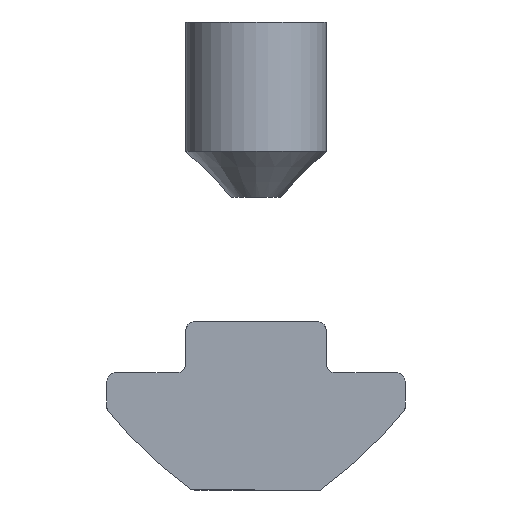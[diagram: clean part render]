
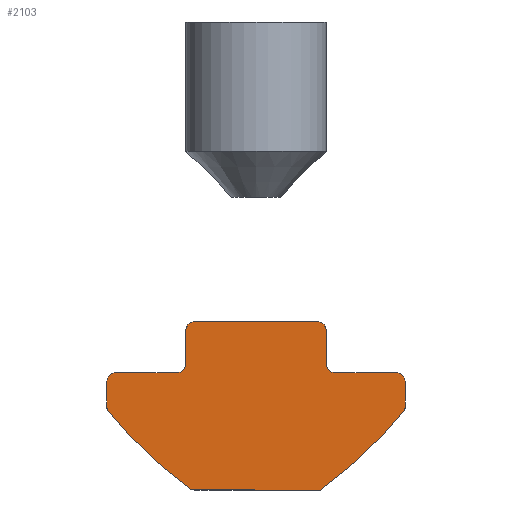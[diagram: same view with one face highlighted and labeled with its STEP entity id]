
A CAD part, left-side view. The second image highlights one B-rep face of the part: STEP entity #2103.
In plain terms, the highlighted face is planar.
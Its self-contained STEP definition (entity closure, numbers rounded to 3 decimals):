
#271=LINE('',#3690,#453);
#282=LINE('',#3834,#464);
#287=LINE('',#3852,#469);
#292=LINE('',#3878,#474);
#294=LINE('',#3901,#476);
#301=LINE('',#3955,#483);
#303=LINE('',#3973,#485);
#306=LINE('',#3993,#488);
#453=VECTOR('',#2820,1000.);
#464=VECTOR('',#2853,1000.);
#469=VECTOR('',#2872,1000.);
#474=VECTOR('',#2899,1000.);
#476=VECTOR('',#2927,1000.);
#483=VECTOR('',#2958,1000.);
#485=VECTOR('',#2968,1000.);
#488=VECTOR('',#2977,1000.);
#599=FACE_OUTER_BOUND('',#719,.T.);
#719=EDGE_LOOP('',(#1775,#1776,#1777,#1778,#1779,#1780,#1781,#1782,#1783,
#1784,#1785,#1786,#1787,#1788,#1789,#1790,#1791,#1792));
#757=CIRCLE('',#2318,0.5);
#758=CIRCLE('',#2322,0.5);
#783=CIRCLE('',#2360,0.5);
#784=CIRCLE('',#2367,0.5);
#786=CIRCLE('',#2373,0.5);
#788=CIRCLE('',#2377,0.165);
#790=CIRCLE('',#2380,24.5);
#796=CIRCLE('',#2388,24.5);
#798=CIRCLE('',#2391,0.166);
#800=CIRCLE('',#2395,0.5);
#905=VERTEX_POINT('',#3349);
#908=VERTEX_POINT('',#3365);
#919=VERTEX_POINT('',#3445);
#920=VERTEX_POINT('',#3447);
#970=VERTEX_POINT('',#3668);
#971=VERTEX_POINT('',#3670);
#977=VERTEX_POINT('',#3688);
#979=VERTEX_POINT('',#3755);
#988=VERTEX_POINT('',#3824);
#989=VERTEX_POINT('',#3826);
#991=VERTEX_POINT('',#3832);
#993=VERTEX_POINT('',#3838);
#995=VERTEX_POINT('',#3844);
#997=VERTEX_POINT('',#3850);
#1003=VERTEX_POINT('',#3864);
#1005=VERTEX_POINT('',#3870);
#1007=VERTEX_POINT('',#3876);
#1009=VERTEX_POINT('',#3882);
#1144=EDGE_CURVE('',#905,#908,#757,.T.);
#1155=EDGE_CURVE('',#919,#920,#758,.T.);
#1215=EDGE_CURVE('',#970,#971,#783,.T.);
#1225=EDGE_CURVE('',#970,#977,#271,.T.);
#1232=EDGE_CURVE('',#977,#979,#784,.T.);
#1244=EDGE_CURVE('',#989,#988,#786,.T.);
#1248=EDGE_CURVE('',#988,#991,#282,.T.);
#1251=EDGE_CURVE('',#991,#993,#788,.T.);
#1254=EDGE_CURVE('',#993,#995,#790,.T.);
#1257=EDGE_CURVE('',#995,#997,#287,.T.);
#1264=EDGE_CURVE('',#997,#1003,#796,.T.);
#1267=EDGE_CURVE('',#1003,#1005,#798,.T.);
#1270=EDGE_CURVE('',#1005,#1007,#292,.T.);
#1273=EDGE_CURVE('',#1007,#1009,#800,.T.);
#1283=EDGE_CURVE('',#1009,#971,#294,.T.);
#1300=EDGE_CURVE('',#979,#905,#301,.T.);
#1305=EDGE_CURVE('',#908,#920,#303,.T.);
#1310=EDGE_CURVE('',#919,#989,#306,.T.);
#1775=ORIENTED_EDGE('',*,*,#1244,.T.);
#1776=ORIENTED_EDGE('',*,*,#1248,.T.);
#1777=ORIENTED_EDGE('',*,*,#1251,.T.);
#1778=ORIENTED_EDGE('',*,*,#1254,.T.);
#1779=ORIENTED_EDGE('',*,*,#1257,.T.);
#1780=ORIENTED_EDGE('',*,*,#1264,.T.);
#1781=ORIENTED_EDGE('',*,*,#1267,.T.);
#1782=ORIENTED_EDGE('',*,*,#1270,.T.);
#1783=ORIENTED_EDGE('',*,*,#1273,.T.);
#1784=ORIENTED_EDGE('',*,*,#1283,.T.);
#1785=ORIENTED_EDGE('',*,*,#1215,.F.);
#1786=ORIENTED_EDGE('',*,*,#1225,.T.);
#1787=ORIENTED_EDGE('',*,*,#1232,.T.);
#1788=ORIENTED_EDGE('',*,*,#1300,.T.);
#1789=ORIENTED_EDGE('',*,*,#1144,.T.);
#1790=ORIENTED_EDGE('',*,*,#1305,.T.);
#1791=ORIENTED_EDGE('',*,*,#1155,.F.);
#1792=ORIENTED_EDGE('',*,*,#1310,.T.);
#2011=PLANE('',#2437);
#2103=ADVANCED_FACE('',(#599),#2011,.T.);
#2318=AXIS2_PLACEMENT_3D('',#3367,#2688,#2689);
#2322=AXIS2_PLACEMENT_3D('',#3448,#2701,#2702);
#2360=AXIS2_PLACEMENT_3D('',#3671,#2803,#2804);
#2367=AXIS2_PLACEMENT_3D('',#3757,#2828,#2829);
#2373=AXIS2_PLACEMENT_3D('',#3827,#2846,#2847);
#2377=AXIS2_PLACEMENT_3D('',#3840,#2859,#2860);
#2380=AXIS2_PLACEMENT_3D('',#3846,#2866,#2867);
#2388=AXIS2_PLACEMENT_3D('',#3866,#2886,#2887);
#2391=AXIS2_PLACEMENT_3D('',#3872,#2893,#2894);
#2395=AXIS2_PLACEMENT_3D('',#3884,#2905,#2906);
#2437=AXIS2_PLACEMENT_3D('',#4014,#3002,#3003);
#2688=DIRECTION('center_axis',(0.,0.,1.));
#2689=DIRECTION('ref_axis',(1.,0.,0.));
#2701=DIRECTION('center_axis',(0.,0.,1.));
#2702=DIRECTION('ref_axis',(1.,0.,0.));
#2803=DIRECTION('center_axis',(0.,0.,1.));
#2804=DIRECTION('ref_axis',(1.,0.,0.));
#2820=DIRECTION('',(0.,1.,0.));
#2828=DIRECTION('center_axis',(0.,0.,1.));
#2829=DIRECTION('ref_axis',(1.,0.,0.));
#2846=DIRECTION('center_axis',(0.,0.,1.));
#2847=DIRECTION('ref_axis',(1.,0.,0.));
#2853=DIRECTION('',(0.,-1.,0.));
#2859=DIRECTION('center_axis',(0.,0.,1.));
#2860=DIRECTION('ref_axis',(1.,0.,0.));
#2866=DIRECTION('center_axis',(0.,0.,1.));
#2867=DIRECTION('ref_axis',(1.,0.,0.));
#2872=DIRECTION('',(1.,0.,0.));
#2886=DIRECTION('center_axis',(0.,0.,1.));
#2887=DIRECTION('ref_axis',(1.,0.,0.));
#2893=DIRECTION('center_axis',(0.,0.,1.));
#2894=DIRECTION('ref_axis',(1.,0.,0.));
#2899=DIRECTION('',(0.,1.,0.));
#2905=DIRECTION('center_axis',(0.,0.,1.));
#2906=DIRECTION('ref_axis',(1.,0.,0.));
#2927=DIRECTION('',(-1.,0.,0.));
#2958=DIRECTION('',(-1.,0.,0.));
#2968=DIRECTION('',(0.,-1.,0.));
#2977=DIRECTION('',(-1.,0.,0.));
#3002=DIRECTION('center_axis',(0.,0.,1.));
#3003=DIRECTION('ref_axis',(1.,0.,0.));
#3349=CARTESIAN_POINT('',(-3.5,9.6,70.));
#3365=CARTESIAN_POINT('',(-4.,9.1,70.));
#3367=CARTESIAN_POINT('Origin',(-3.5,9.1,70.));
#3445=CARTESIAN_POINT('',(-4.5,6.7,70.));
#3447=CARTESIAN_POINT('',(-4.,7.2,70.));
#3448=CARTESIAN_POINT('Origin',(-4.5,7.2,70.));
#3668=CARTESIAN_POINT('',(4.,7.2,70.));
#3670=CARTESIAN_POINT('',(4.5,6.7,70.));
#3671=CARTESIAN_POINT('Origin',(4.5,7.2,70.));
#3688=CARTESIAN_POINT('',(4.,9.1,70.));
#3690=CARTESIAN_POINT('',(4.,7.2,70.));
#3755=CARTESIAN_POINT('',(3.5,9.6,70.));
#3757=CARTESIAN_POINT('Origin',(3.5,9.1,70.));
#3824=CARTESIAN_POINT('',(-8.5,6.2,70.));
#3826=CARTESIAN_POINT('',(-8.,6.7,70.));
#3827=CARTESIAN_POINT('Origin',(-8.,6.2,70.));
#3832=CARTESIAN_POINT('',(-8.5,4.666,70.));
#3834=CARTESIAN_POINT('',(-8.5,6.2,70.));
#3838=CARTESIAN_POINT('',(-8.464,4.563,70.));
#3840=CARTESIAN_POINT('Origin',(-8.335,4.666,70.));
#3844=CARTESIAN_POINT('',(-3.677,0.,70.));
#3846=CARTESIAN_POINT('Origin',(10.68,19.853,70.));
#3850=CARTESIAN_POINT('',(3.677,0.,70.));
#3852=CARTESIAN_POINT('',(-3.677,0.,70.));
#3864=CARTESIAN_POINT('',(8.464,4.563,70.));
#3866=CARTESIAN_POINT('Origin',(-10.68,19.853,70.));
#3870=CARTESIAN_POINT('',(8.5,4.666,70.));
#3872=CARTESIAN_POINT('Origin',(8.334,4.666,70.));
#3876=CARTESIAN_POINT('',(8.5,6.2,70.));
#3878=CARTESIAN_POINT('',(8.5,4.666,70.));
#3882=CARTESIAN_POINT('',(8.,6.7,70.));
#3884=CARTESIAN_POINT('Origin',(8.,6.2,70.));
#3901=CARTESIAN_POINT('',(8.,6.7,70.));
#3955=CARTESIAN_POINT('',(3.5,9.6,70.));
#3973=CARTESIAN_POINT('',(-4.,9.1,70.));
#3993=CARTESIAN_POINT('',(-4.5,6.7,70.));
#4014=CARTESIAN_POINT('Origin',(-8.,6.2,70.));
